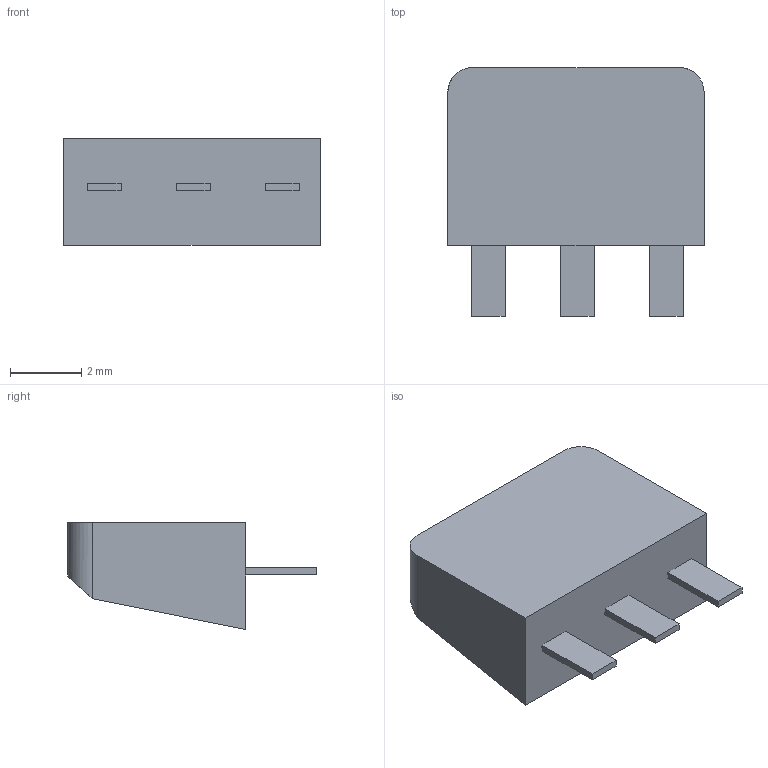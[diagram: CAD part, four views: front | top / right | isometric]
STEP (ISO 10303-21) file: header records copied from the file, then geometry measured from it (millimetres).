
FILE_DESCRIPTION (( 'STEP AP214' ), '1' );
FILE_NAME ('User Library-KT315 and KT361 short.STEP', '2023-08-01T08:40:53', ( '' ), ( '' ), 'SwSTEP 2.0', 'SolidWorks 2022', '' );
FILE_SCHEMA (( 'AUTOMOTIVE_DESIGN' ));
Length unit declared in the file: millimetre
Products named in the file (3): User Library-KT315 and KT361 short; Êîðïóñ ÊÒ315; Âûâîäû ÊÒ315 2ìì
Assembly tree (2 placements, depth 2):
  User Library-KT315 and KT361 short
    Êîðïóñ ÊÒ315
    Âûâîäû ÊÒ315 2ìì
Bounding box: 7.2 x 6.99 x 3 mm (x, y, z)
Volume: 89.5 mm3; surface area: 145.1 mm2
Topology: 4 solids, 4 shells, 27 faces, 55 edges, 36 vertices
Faces by surface type: plane 25, cylinder 2
Entity records: 1120 total; most frequent: CARTESIAN_POINT 129, DIRECTION 119, ORIENTED_EDGE 110, EDGE_CURVE 55, VECTOR 51, LINE 51, UNCERTAINTY_MEASURE_WITH_UNIT 36, VERTEX_POINT 36
